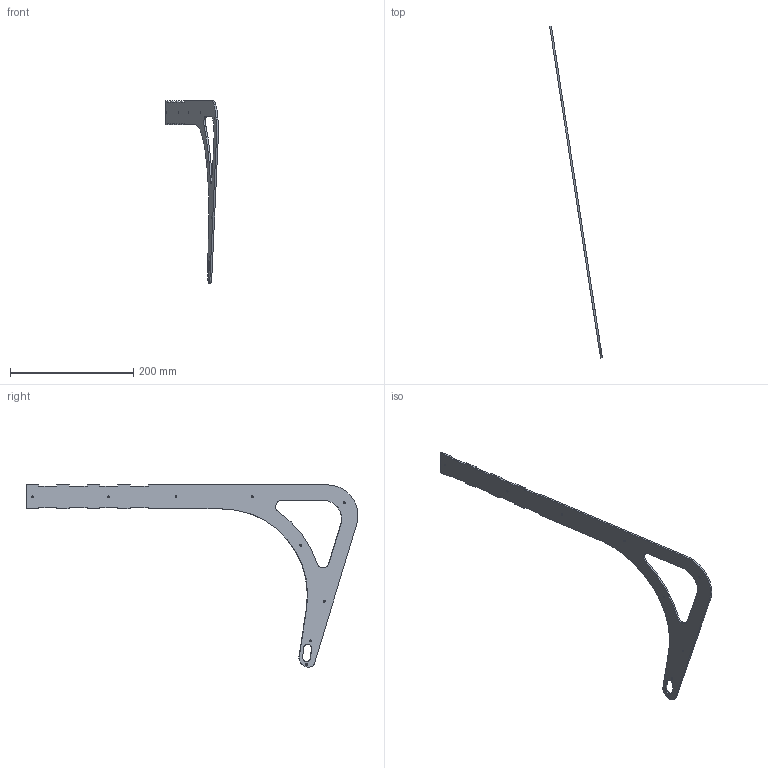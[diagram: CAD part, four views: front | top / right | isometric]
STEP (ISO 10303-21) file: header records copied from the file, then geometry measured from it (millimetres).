
FILE_DESCRIPTION(/* description */ (''),/* implementation_level */ '2;1');
FILE_NAME(/* name */ 'outside leg.step',/* time_stamp */ '2018-01-13T14:28:48-05:00',/* author */ (''),/* organization */ (''),/* preprocessor_version */ 'ST-DEVELOPER v16.13',/* originating_system */ 'Autodesk Translation Framework v6.5.0.72',/* authorisation */ '');
FILE_SCHEMA (('AUTOMOTIVE_DESIGN { 1 0 10303 214 3 1 1 }'));
Length unit declared in the file: millimetre
Products named in the file (1): outside leg
Bounding box: 85.42 x 537.65 x 295.23 mm (x, y, z)
Volume: 91869.2 mm3; surface area: 67532.1 mm2
Topology: 1 solids, 1 shells, 78 faces, 230 edges, 154 vertices
Faces by surface type: plane 43, cylinder 35
Full cylindrical faces by diameter (mm): 3 x9
Entity records: 2706 total; most frequent: CARTESIAN_POINT 463, ORIENTED_EDGE 460, DIRECTION 460, EDGE_CURVE 230, LINE 158, VECTOR 158, VERTEX_POINT 154, AXIS2_PLACEMENT_3D 151
